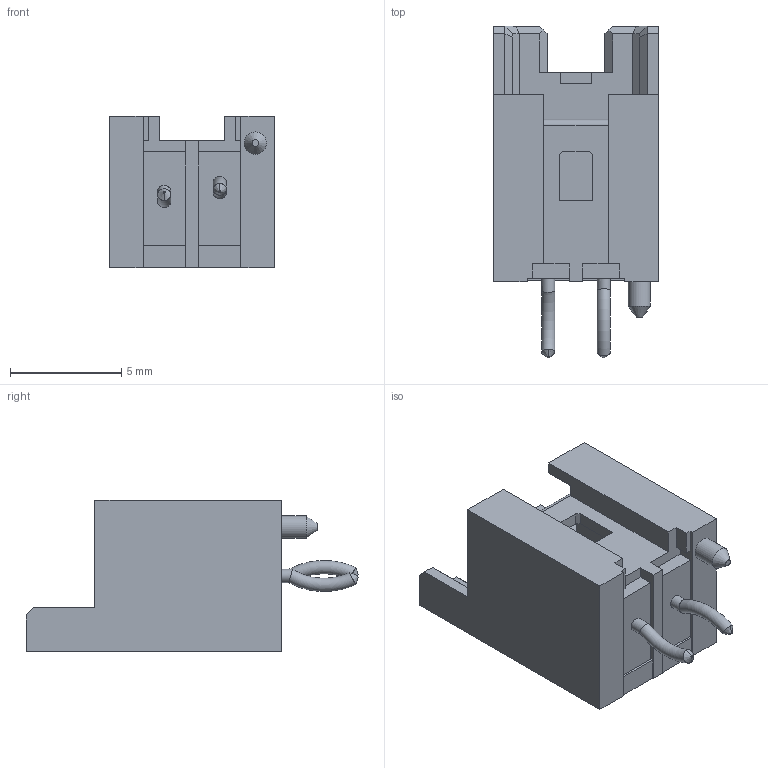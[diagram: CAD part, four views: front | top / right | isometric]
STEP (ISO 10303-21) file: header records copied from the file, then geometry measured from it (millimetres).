
FILE_DESCRIPTION( ( 'STEP AP214' ), '1' );
FILE_NAME( 'psolqas12251635010.stp', '2019-07-17T10:25:16', ( '' ), ( '' ), ' ', 'PARTsolutions', ' ' );
FILE_SCHEMA( ( 'AUTOMOTIVE_DESIGN { 1 0 10303 214 1 1 1 1 }' ) );
Length unit declared in the file: metre
Products named in the file (1): 1
Bounding box: 7.4 x 14.93 x 6.8 mm (x, y, z)
Volume: 237.6 mm3; surface area: 578.3 mm2
Topology: 1 solids, 1 shells, 111 faces, 294 edges, 190 vertices
Faces by surface type: plane 96, cylinder 6, bspline 4, cone 3, torus 2
Full cylindrical faces by diameter (mm): 0.6 x4, 1 x1
Entity records: 3659 total; most frequent: CARTESIAN_POINT 986, ORIENTED_EDGE 566, DIRECTION 486, EDGE_CURVE 283, LINE 252, VECTOR 252, VERTEX_POINT 189, EDGE_LOOP 128
